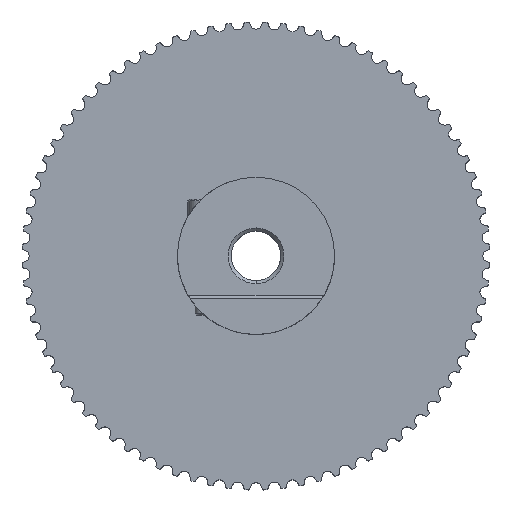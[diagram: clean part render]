
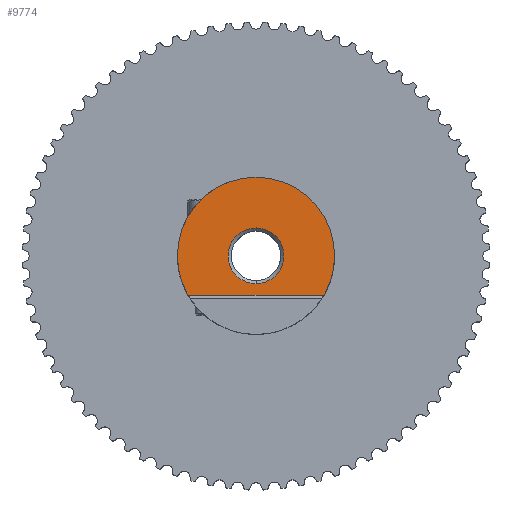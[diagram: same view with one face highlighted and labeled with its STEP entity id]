
A CAD part, top view. The second image highlights one B-rep face of the part: STEP entity #9774.
In plain terms, the highlighted planar face has unit normal (0, 0, 1).
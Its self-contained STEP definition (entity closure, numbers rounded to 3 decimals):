
#115=DIRECTION('',(-1.,0.,0.));
#116=VECTOR('',#115,22.007);
#117=CARTESIAN_POINT('',(11.003,-6.341,9.5));
#118=LINE('',#117,#116);
#119=CARTESIAN_POINT('',(0.,0.,9.5));
#120=DIRECTION('',(0.,0.,1.));
#121=DIRECTION('',(0.,1.,0.));
#122=AXIS2_PLACEMENT_3D('',#119,#120,#121);
#124=CARTESIAN_POINT('',(0.,0.,9.5));
#125=DIRECTION('',(0.,0.,-1.));
#126=DIRECTION('',(0.,1.,0.));
#127=AXIS2_PLACEMENT_3D('',#124,#125,#126);
#133=CARTESIAN_POINT('',(0.,0.,9.5));
#134=DIRECTION('',(0.,0.,1.));
#135=DIRECTION('',(0.,-1.,0.));
#136=AXIS2_PLACEMENT_3D('',#133,#134,#135);
#138=CARTESIAN_POINT('',(0.,0.,9.5));
#139=DIRECTION('',(0.,0.,1.));
#140=DIRECTION('',(0.,1.,0.));
#141=AXIS2_PLACEMENT_3D('',#138,#139,#140);
#4280=CARTESIAN_POINT('',(11.003,-6.341,9.5));
#4432=CARTESIAN_POINT('',(-11.003,-6.341,9.5));
#7717=CARTESIAN_POINT('',(0.,12.7,9.5));
#7718=VERTEX_POINT('',#7717);
#7758=VERTEX_POINT('',#4280);
#7763=VERTEX_POINT('',#4432);
#8543=CARTESIAN_POINT('',(0.,-4.5,9.5));
#8544=CARTESIAN_POINT('',(0.,4.5,9.5));
#8545=VERTEX_POINT('',#8543);
#8546=VERTEX_POINT('',#8544);
#9755=CARTESIAN_POINT('',(0.,0.,9.5));
#9756=DIRECTION('',(0.,0.,-1.));
#9757=DIRECTION('',(0.,-1.,0.));
#9758=AXIS2_PLACEMENT_3D('',#9755,#9756,#9757);
#9759=PLANE('',#9758);
#9761=ORIENTED_EDGE('',*,*,#9760,.T.);
#9763=ORIENTED_EDGE('',*,*,#9762,.F.);
#9765=ORIENTED_EDGE('',*,*,#9764,.T.);
#9766=EDGE_LOOP('',(#9761,#9763,#9765));
#9767=FACE_OUTER_BOUND('',#9766,.F.);
#9769=ORIENTED_EDGE('',*,*,#9768,.T.);
#9771=ORIENTED_EDGE('',*,*,#9770,.T.);
#9772=EDGE_LOOP('',(#9769,#9771));
#9773=FACE_BOUND('',#9772,.F.);
#123=CIRCLE('',#122,12.7);
#128=CIRCLE('',#127,12.7);
#137=CIRCLE('',#136,4.5);
#142=CIRCLE('',#141,4.5);
#9760=EDGE_CURVE('',#7758,#7763,#118,.T.);
#9762=EDGE_CURVE('',#7718,#7763,#123,.T.);
#9764=EDGE_CURVE('',#7718,#7758,#128,.T.);
#9768=EDGE_CURVE('',#8545,#8546,#137,.T.);
#9770=EDGE_CURVE('',#8546,#8545,#142,.T.);
#9774=ADVANCED_FACE('',(#9767,#9773),#9759,.F.);
